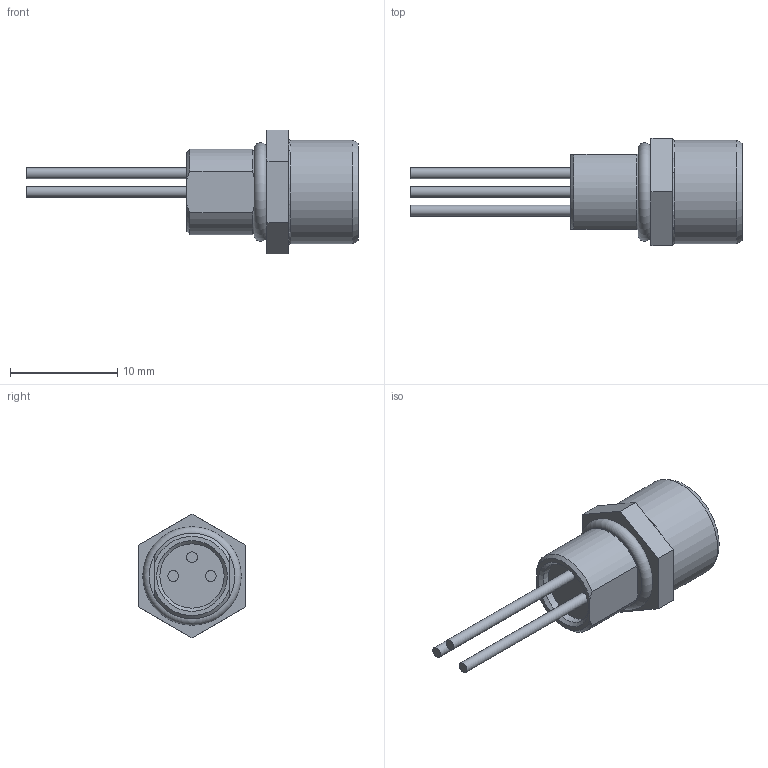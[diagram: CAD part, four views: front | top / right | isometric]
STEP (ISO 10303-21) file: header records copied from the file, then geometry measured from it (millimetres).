
FILE_DESCRIPTION(/* description */ (''),/* implementation_level */ '2;1');
FILE_NAME(/* name */ '09_3412_00_03_001_00.stp',/* time_stamp */ '2013-06-05T14:32:35+02:00',/* author */ (''),/* organization */ (''),/* preprocessor_version */ 'ST-DEVELOPER v14',/* originating_system */ 'SIEMENS PLM Software NX 8.0',/* authorisation */ '');
FILE_SCHEMA (('AUTOMOTIVE_DESIGN { 1 0 10303 214 3 1 1 1 }'));
Length unit declared in the file: millimetre
Products named in the file (1): kbor16F08C5Dwr26
Bounding box: 31 x 10.02 x 11.55 mm (x, y, z)
Volume: 900.4 mm3; surface area: 1093.6 mm2
Topology: 1 solids, 1 shells, 102 faces, 241 edges, 158 vertices
Faces by surface type: plane 50, cone 28, cylinder 15, extrusion 6, torus 3
Full cylindrical faces by diameter (mm): 1 x3, 1.05 x3, 5.65 x1, 6 x1, 7 x1, 7.4 x1, 8.1 x2, 9.7 x1
Entity records: 3007 total; most frequent: CARTESIAN_POINT 849, DIRECTION 429, ORIENTED_EDGE 394, EDGE_CURVE 197, AXIS2_PLACEMENT_3D 185, EDGE_LOOP 149, VERTEX_POINT 147, ADVANCED_FACE 102
